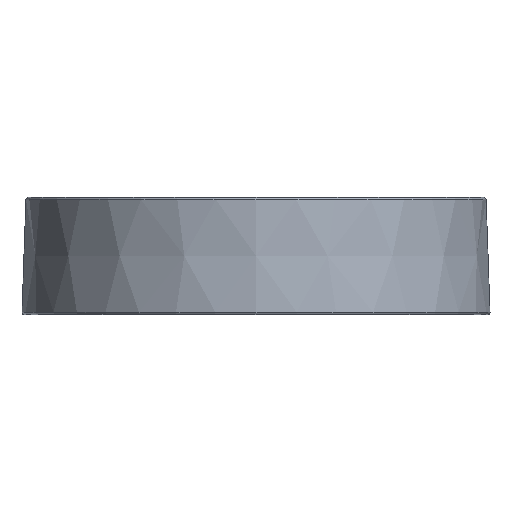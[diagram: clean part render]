
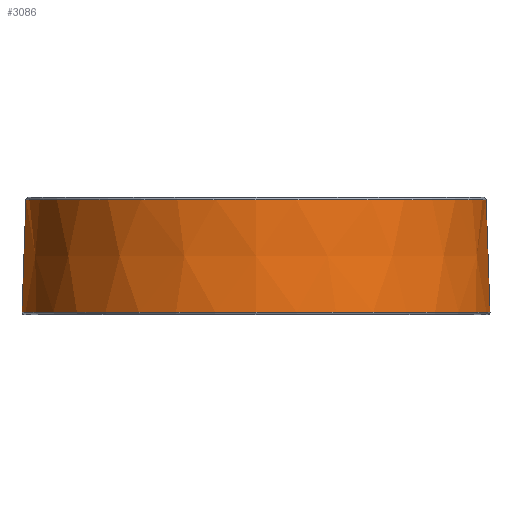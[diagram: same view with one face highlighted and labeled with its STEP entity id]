
A CAD part, front view. The second image highlights one B-rep face of the part: STEP entity #3086.
In plain terms, the highlighted conical face has half-angle 2 degrees and reference radius 25.4 mm.
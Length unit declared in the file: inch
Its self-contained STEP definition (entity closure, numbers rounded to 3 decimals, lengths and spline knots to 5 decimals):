
#1 = FACE_OUTER_BOUND ( 'NONE', #8847, .T. ) ;
#165 = CARTESIAN_POINT ( 'NONE',  ( 0., 0., 0.01035 ) ) ;
#275 = EDGE_CURVE ( 'NONE', #6152, #7804, #1431, .T. ) ;
#437 = VECTOR ( 'NONE', #2001, 39.37008 ) ;
#515 = DIRECTION ( 'NONE',  ( 0., 0., -1. ) ) ;
#822 = DIRECTION ( 'NONE',  ( 0., 0., 1. ) ) ;
#1118 = AXIS2_PLACEMENT_3D ( 'NONE', #4195, #515, #8588 ) ;
#1218 = EDGE_CURVE ( 'NONE', #3006, #6979, #4439, .T. ) ;
#1431 = CIRCLE ( 'NONE', #1118, 0.98288 ) ;
#1503 = CONICAL_SURFACE ( 'NONE', #9331, 1., 0.035 ) ;
#1630 = ORIENTED_EDGE ( 'NONE', *, *, #7734, .T. ) ;
#2001 = DIRECTION ( 'NONE',  ( -0.035, 0., -0.999 ) ) ;
#2024 = EDGE_CURVE ( 'NONE', #6152, #6979, #8972, .T. ) ;
#2676 = CARTESIAN_POINT ( 'NONE',  ( -0.99964, 0., 0.01035 ) ) ;
#2825 = CARTESIAN_POINT ( 'NONE',  ( 0.98288, 0., 0.49035 ) ) ;
#3006 = VERTEX_POINT ( 'NONE', #2676 ) ;
#3086 = ADVANCED_FACE ( 'NONE', ( #1 ), #1503, .T. ) ;
#3130 = ORIENTED_EDGE ( 'NONE', *, *, #2024, .F. ) ;
#3505 = CARTESIAN_POINT ( 'NONE',  ( -1., 0., 0. ) ) ;
#3804 = DIRECTION ( 'NONE',  ( 1., 0., 0. ) ) ;
#4195 = CARTESIAN_POINT ( 'NONE',  ( 0., 0., 0.49035 ) ) ;
#4249 = AXIS2_PLACEMENT_3D ( 'NONE', #165, #822, #3804 ) ;
#4439 = CIRCLE ( 'NONE', #4249, 0.99964 ) ;
#4459 = ORIENTED_EDGE ( 'NONE', *, *, #275, .T. ) ;
#4593 = DIRECTION ( 'NONE',  ( 0., 0., -1. ) ) ;
#5302 = DIRECTION ( 'NONE',  ( 1., 0., 0. ) ) ;
#5903 = CARTESIAN_POINT ( 'NONE',  ( -0.98288, 0., 0.49035 ) ) ;
#5957 = ORIENTED_EDGE ( 'NONE', *, *, #1218, .T. ) ;
#6086 = CARTESIAN_POINT ( 'NONE',  ( 0.99964, 0., 0.01035 ) ) ;
#6152 = VERTEX_POINT ( 'NONE', #2825 ) ;
#6365 = LINE ( 'NONE', #3505, #437 ) ;
#6979 = VERTEX_POINT ( 'NONE', #6086 ) ;
#7001 = VECTOR ( 'NONE', #8129, 39.37008 ) ;
#7368 = CARTESIAN_POINT ( 'NONE',  ( 1., 0., 0. ) ) ;
#7515 = CARTESIAN_POINT ( 'NONE',  ( 0., 0., 0. ) ) ;
#7734 = EDGE_CURVE ( 'NONE', #7804, #3006, #6365, .T. ) ;
#7804 = VERTEX_POINT ( 'NONE', #5903 ) ;
#8129 = DIRECTION ( 'NONE',  ( 0.035, 0., -0.999 ) ) ;
#8588 = DIRECTION ( 'NONE',  ( -1., 0., 0. ) ) ;
#8847 = EDGE_LOOP ( 'NONE', ( #4459, #1630, #5957, #3130 ) ) ;
#8972 = LINE ( 'NONE', #7368, #7001 ) ;
#9331 = AXIS2_PLACEMENT_3D ( 'NONE', #7515, #4593, #5302 ) ;
